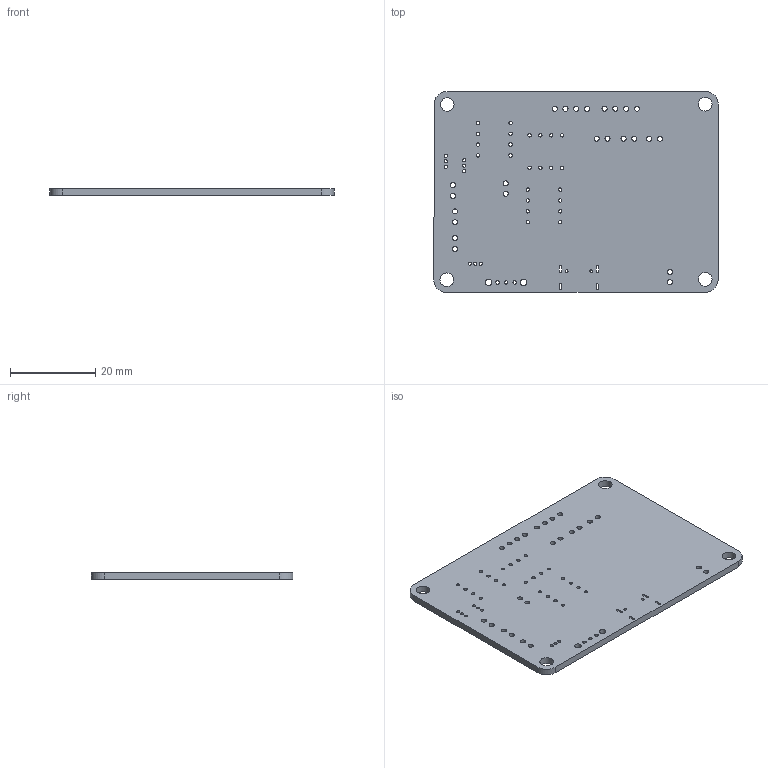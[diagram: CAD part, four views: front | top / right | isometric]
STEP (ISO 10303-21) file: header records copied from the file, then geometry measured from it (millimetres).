
FILE_DESCRIPTION(('KiCad electronic assembly'),'2;1');
FILE_NAME('SNAP_Project.step','2023-06-19T10:31:42',('Pcbnew'),('Kicad') ,'Open CASCADE STEP processor 7.5','KiCad to STEP converter','Unknown' );
FILE_SCHEMA(('AUTOMOTIVE_DESIGN { 1 0 10303 214 1 1 1 1 }'));
Length unit declared in the file: millimetre
Products named in the file (2): SNAP_Project 1; SNAP_Project PCB
Assembly tree (1 placements, depth 2):
  SNAP_Project 1
    SNAP_Project PCB
Bounding box: 66.7 x 47.25 x 1.63 mm (x, y, z)
Volume: 4963.8 mm3; surface area: 6869.3 mm2
Topology: 1 solids, 1 shells, 94 faces, 276 edges, 184 vertices
Faces by surface type: cylinder 80, plane 14
Full cylindrical faces by diameter (mm): 0.65 x2, 0.75 x9, 0.8 x27, 1.19 x24, 1.5 x2, 3.2 x4
Entity records: 7623 total; most frequent: CARTESIAN_POINT 2068, DIRECTION 1020, ORIENTED_EDGE 552, PCURVE 552, DEFINITIONAL_REPRESENTATION 552, LINE 508, VECTOR 508, EDGE_CURVE 276
